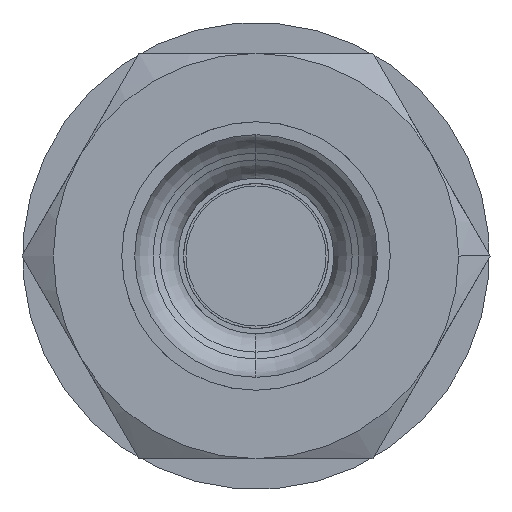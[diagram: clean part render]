
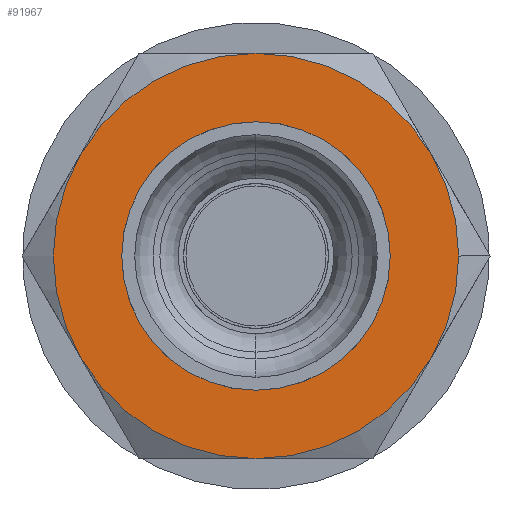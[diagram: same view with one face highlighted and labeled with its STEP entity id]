
A CAD part, left-side view. The second image highlights one B-rep face of the part: STEP entity #91967.
In plain terms, the highlighted planar face has unit normal (-1, 0, 0).
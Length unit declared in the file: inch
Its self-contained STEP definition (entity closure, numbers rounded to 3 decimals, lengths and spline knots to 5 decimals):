
#144 = ORIENTED_EDGE ( 'NONE', *, *, #156236, .F. ) ;
#1989 = DIRECTION ( 'NONE',  ( 0., 1., 0. ) ) ;
#6532 = EDGE_CURVE ( 'NONE', #14677, #34666, #76996, .T. ) ;
#8747 = EDGE_CURVE ( 'NONE', #56644, #10601, #40393, .T. ) ;
#10601 = VERTEX_POINT ( 'NONE', #153288 ) ;
#12004 = CARTESIAN_POINT ( 'NONE',  ( 0.5, 0., 0. ) ) ;
#12577 = EDGE_CURVE ( 'NONE', #122575, #86232, #29271, .T. ) ;
#13404 = CARTESIAN_POINT ( 'NONE',  ( 0.5, 0.0885, 0. ) ) ;
#14677 = VERTEX_POINT ( 'NONE', #102605 ) ;
#15677 = CARTESIAN_POINT ( 'NONE',  ( 0.5, 0.176, 0. ) ) ;
#17833 = DIRECTION ( 'NONE',  ( 0., 1., 0. ) ) ;
#18180 = DIRECTION ( 'NONE',  ( 0., 1., 0. ) ) ;
#19579 = DIRECTION ( 'NONE',  ( 0., 1., 0. ) ) ;
#23877 = DIRECTION ( 'NONE',  ( 0., 1., 0. ) ) ;
#26727 = CARTESIAN_POINT ( 'NONE',  ( 0.5, -0.0885, 0. ) ) ;
#29271 = CIRCLE ( 'NONE', #112109, 0.15625 ) ;
#30370 = DIRECTION ( 'NONE',  ( 0., 1., 0. ) ) ;
#30805 = CARTESIAN_POINT ( 'NONE',  ( 0.5, 0., 0. ) ) ;
#34666 = VERTEX_POINT ( 'NONE', #95876 ) ;
#35216 = EDGE_CURVE ( 'NONE', #123053, #148347, #46763, .T. ) ;
#39645 = DIRECTION ( 'NONE',  ( 0., -1., 0. ) ) ;
#40377 = AXIS2_PLACEMENT_3D ( 'NONE', #46686, #70919, #18180 ) ;
#40393 = CIRCLE ( 'NONE', #54231, 0.15625 ) ;
#40788 = CARTESIAN_POINT ( 'NONE',  ( 0.5, 0., -0.15625 ) ) ;
#44469 = EDGE_CURVE ( 'NONE', #148347, #123053, #68034, .T. ) ;
#46686 = CARTESIAN_POINT ( 'NONE',  ( 0.5, 0., 0. ) ) ;
#46763 = CIRCLE ( 'NONE', #157055, 0.0885 ) ;
#47076 = DIRECTION ( 'NONE',  ( 1., 0., 0. ) ) ;
#50288 = EDGE_CURVE ( 'NONE', #56644, #14677, #115619, .T. ) ;
#54231 = AXIS2_PLACEMENT_3D ( 'NONE', #12004, #117324, #39645 ) ;
#54587 = ORIENTED_EDGE ( 'NONE', *, *, #35216, .T. ) ;
#56644 = VERTEX_POINT ( 'NONE', #71366 ) ;
#58038 = DIRECTION ( 'NONE',  ( 1., 0., 0. ) ) ;
#64512 = CARTESIAN_POINT ( 'NONE',  ( 0.5, 0., 0. ) ) ;
#68034 = CIRCLE ( 'NONE', #40377, 0.0885 ) ;
#69325 = CIRCLE ( 'NONE', #102563, 0.15625 ) ;
#69625 = CARTESIAN_POINT ( 'NONE',  ( 0.5, 0., 0. ) ) ;
#70919 = DIRECTION ( 'NONE',  ( 1., 0., 0. ) ) ;
#71366 = CARTESIAN_POINT ( 'NONE',  ( 0.5, -0.13532, 0.07813 ) ) ;
#74365 = ORIENTED_EDGE ( 'NONE', *, *, #114386, .F. ) ;
#74537 = AXIS2_PLACEMENT_3D ( 'NONE', #69625, #47076, #96343 ) ;
#76308 = FACE_BOUND ( 'NONE', #85035, .T. ) ;
#76996 = CIRCLE ( 'NONE', #170681, 0.15625 ) ;
#85035 = EDGE_LOOP ( 'NONE', ( #54587, #108747 ) ) ;
#85551 = AXIS2_PLACEMENT_3D ( 'NONE', #15677, #93476, #94323 ) ;
#86232 = VERTEX_POINT ( 'NONE', #160859 ) ;
#91967 = ADVANCED_FACE ( 'NONE', ( #76308, #103025 ), #122674, .F. ) ;
#93476 = DIRECTION ( 'NONE',  ( 1., 0., 0. ) ) ;
#94323 = DIRECTION ( 'NONE',  ( 0., 1., 0. ) ) ;
#95876 = CARTESIAN_POINT ( 'NONE',  ( 0.5, -0.13532, -0.07812 ) ) ;
#96343 = DIRECTION ( 'NONE',  ( 0., 1., 0. ) ) ;
#99659 = CARTESIAN_POINT ( 'NONE',  ( 0.5, 0.13532, 0.07812 ) ) ;
#100474 = ORIENTED_EDGE ( 'NONE', *, *, #8747, .T. ) ;
#100748 = DIRECTION ( 'NONE',  ( 1., 0., 0. ) ) ;
#100763 = DIRECTION ( 'NONE',  ( 1., 0., 0. ) ) ;
#102563 = AXIS2_PLACEMENT_3D ( 'NONE', #161589, #58038, #30370 ) ;
#102605 = CARTESIAN_POINT ( 'NONE',  ( 0.5, -0.15625, 0. ) ) ;
#103025 = FACE_OUTER_BOUND ( 'NONE', #161366, .T. ) ;
#108747 = ORIENTED_EDGE ( 'NONE', *, *, #44469, .T. ) ;
#112109 = AXIS2_PLACEMENT_3D ( 'NONE', #30805, #134400, #17833 ) ;
#112285 = DIRECTION ( 'NONE',  ( 1., 0., 0. ) ) ;
#113266 = CIRCLE ( 'NONE', #162923, 0.15625 ) ;
#114386 = EDGE_CURVE ( 'NONE', #86232, #170520, #113266, .T. ) ;
#115619 = CIRCLE ( 'NONE', #165282, 0.15625 ) ;
#117324 = DIRECTION ( 'NONE',  ( -1., 0., 0. ) ) ;
#122575 = VERTEX_POINT ( 'NONE', #40788 ) ;
#122671 = EDGE_CURVE ( 'NONE', #34666, #122575, #69325, .T. ) ;
#122674 = PLANE ( 'NONE',  #85551 ) ;
#123053 = VERTEX_POINT ( 'NONE', #13404 ) ;
#123995 = DIRECTION ( 'NONE',  ( 1., 0., 0. ) ) ;
#124071 = CIRCLE ( 'NONE', #74537, 0.15625 ) ;
#127471 = CARTESIAN_POINT ( 'NONE',  ( 0.5, 0., 0. ) ) ;
#134400 = DIRECTION ( 'NONE',  ( 1., 0., 0. ) ) ;
#137851 = CARTESIAN_POINT ( 'NONE',  ( 0.5, 0., 0. ) ) ;
#138205 = CARTESIAN_POINT ( 'NONE',  ( 0.5, 0., 0. ) ) ;
#138774 = DIRECTION ( 'NONE',  ( 0., 1., 0. ) ) ;
#143693 = ORIENTED_EDGE ( 'NONE', *, *, #122671, .F. ) ;
#148347 = VERTEX_POINT ( 'NONE', #26727 ) ;
#153288 = CARTESIAN_POINT ( 'NONE',  ( 0.5, 0., 0.15625 ) ) ;
#156236 = EDGE_CURVE ( 'NONE', #170520, #10601, #124071, .T. ) ;
#157055 = AXIS2_PLACEMENT_3D ( 'NONE', #64512, #100748, #23877 ) ;
#160859 = CARTESIAN_POINT ( 'NONE',  ( 0.5, 0.13532, -0.07813 ) ) ;
#161366 = EDGE_LOOP ( 'NONE', ( #144, #74365, #165508, #143693, #165167, #165212, #100474 ) ) ;
#161589 = CARTESIAN_POINT ( 'NONE',  ( 0.5, 0., 0. ) ) ;
#162923 = AXIS2_PLACEMENT_3D ( 'NONE', #127471, #100763, #138774 ) ;
#165167 = ORIENTED_EDGE ( 'NONE', *, *, #6532, .F. ) ;
#165212 = ORIENTED_EDGE ( 'NONE', *, *, #50288, .F. ) ;
#165282 = AXIS2_PLACEMENT_3D ( 'NONE', #138205, #112285, #1989 ) ;
#165508 = ORIENTED_EDGE ( 'NONE', *, *, #12577, .F. ) ;
#170520 = VERTEX_POINT ( 'NONE', #99659 ) ;
#170681 = AXIS2_PLACEMENT_3D ( 'NONE', #137851, #123995, #19579 ) ;
